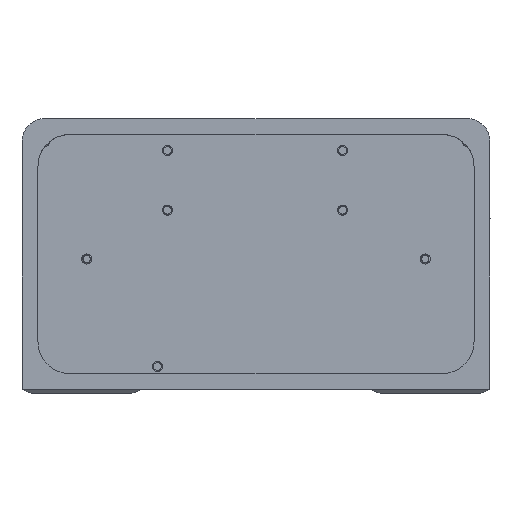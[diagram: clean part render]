
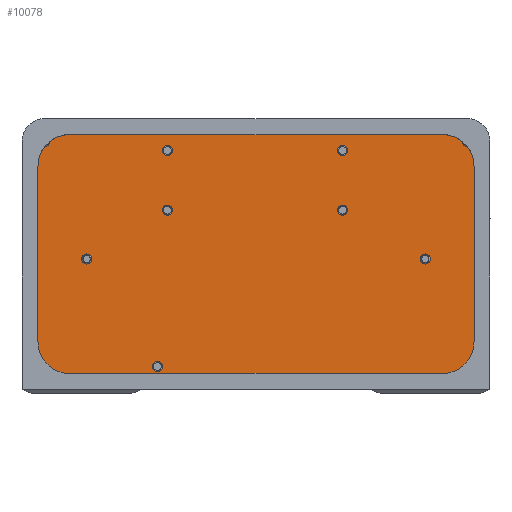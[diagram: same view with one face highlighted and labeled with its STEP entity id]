
A CAD part, front view. The second image highlights one B-rep face of the part: STEP entity #10078.
In plain terms, the highlighted planar face has unit normal (0, -1, 0).
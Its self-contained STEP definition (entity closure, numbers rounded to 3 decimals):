
#104=FACE_BOUND('',#1399,.T.);
#105=FACE_BOUND('',#1400,.T.);
#106=FACE_BOUND('',#1401,.T.);
#107=FACE_BOUND('',#1402,.T.);
#108=FACE_BOUND('',#1403,.T.);
#109=FACE_BOUND('',#1404,.T.);
#110=FACE_BOUND('',#1405,.T.);
#314=PLANE('',#10784);
#795=FACE_OUTER_BOUND('',#1398,.T.);
#1398=EDGE_LOOP('',(#8002,#8003,#8004,#8005,#8006,#8007,#8008,#8009,#8010,
#8011,#8012,#8013,#8014));
#1399=EDGE_LOOP('',(#8015));
#1400=EDGE_LOOP('',(#8016));
#1401=EDGE_LOOP('',(#8017));
#1402=EDGE_LOOP('',(#8018));
#1403=EDGE_LOOP('',(#8019));
#1404=EDGE_LOOP('',(#8020));
#1405=EDGE_LOOP('',(#8021));
#1847=CIRCLE('',#10785,1.265);
#1848=CIRCLE('',#10786,8.);
#1849=CIRCLE('',#10787,8.);
#1850=CIRCLE('',#10788,1.265);
#1851=CIRCLE('',#10789,8.);
#1852=CIRCLE('',#10790,8.);
#1853=CIRCLE('',#10791,8.);
#1854=CIRCLE('',#10792,8.);
#1855=CIRCLE('',#10793,1.265);
#1856=CIRCLE('',#10794,1.265);
#1857=CIRCLE('',#10795,1.265);
#1858=CIRCLE('',#10796,1.265);
#1859=CIRCLE('',#10797,1.265);
#1860=CIRCLE('',#10798,1.265);
#1861=CIRCLE('',#10799,1.265);
#1862=CIRCLE('',#10800,1.265);
#2746=LINE('',#19582,#3706);
#2747=LINE('',#19590,#3707);
#2748=LINE('',#19594,#3708);
#2749=LINE('',#19598,#3709);
#3706=VECTOR('',#12600,10.);
#3707=VECTOR('',#12607,10.);
#3708=VECTOR('',#12610,10.);
#3709=VECTOR('',#12613,10.);
#4625=VERTEX_POINT('',#19576);
#4626=VERTEX_POINT('',#19577);
#4627=VERTEX_POINT('',#19579);
#4628=VERTEX_POINT('',#19581);
#4629=VERTEX_POINT('',#19583);
#4630=VERTEX_POINT('',#19585);
#4631=VERTEX_POINT('',#19587);
#4632=VERTEX_POINT('',#19589);
#4633=VERTEX_POINT('',#19591);
#4634=VERTEX_POINT('',#19593);
#4635=VERTEX_POINT('',#19595);
#4636=VERTEX_POINT('',#19597);
#4637=VERTEX_POINT('',#19599);
#4638=VERTEX_POINT('',#19602);
#4639=VERTEX_POINT('',#19604);
#4640=VERTEX_POINT('',#19606);
#4641=VERTEX_POINT('',#19608);
#4642=VERTEX_POINT('',#19610);
#4643=VERTEX_POINT('',#19612);
#4644=VERTEX_POINT('',#19614);
#5821=EDGE_CURVE('',#4625,#4626,#1847,.F.);
#5822=EDGE_CURVE('',#4627,#4625,#1848,.T.);
#5823=EDGE_CURVE('',#4628,#4627,#2746,.T.);
#5824=EDGE_CURVE('',#4629,#4628,#1849,.T.);
#5825=EDGE_CURVE('',#4630,#4629,#1850,.F.);
#5826=EDGE_CURVE('',#4631,#4630,#1851,.T.);
#5827=EDGE_CURVE('',#4632,#4631,#2747,.T.);
#5828=EDGE_CURVE('',#4633,#4632,#1852,.T.);
#5829=EDGE_CURVE('',#4634,#4633,#2748,.T.);
#5830=EDGE_CURVE('',#4635,#4634,#1853,.T.);
#5831=EDGE_CURVE('',#4636,#4635,#2749,.T.);
#5832=EDGE_CURVE('',#4637,#4636,#1854,.T.);
#5833=EDGE_CURVE('',#4626,#4637,#1855,.F.);
#5834=EDGE_CURVE('',#4638,#4638,#1856,.F.);
#5835=EDGE_CURVE('',#4639,#4639,#1857,.F.);
#5836=EDGE_CURVE('',#4640,#4640,#1858,.F.);
#5837=EDGE_CURVE('',#4641,#4641,#1859,.F.);
#5838=EDGE_CURVE('',#4642,#4642,#1860,.F.);
#5839=EDGE_CURVE('',#4643,#4643,#1861,.F.);
#5840=EDGE_CURVE('',#4644,#4644,#1862,.F.);
#8002=ORIENTED_EDGE('',*,*,#5821,.F.);
#8003=ORIENTED_EDGE('',*,*,#5822,.F.);
#8004=ORIENTED_EDGE('',*,*,#5823,.F.);
#8005=ORIENTED_EDGE('',*,*,#5824,.F.);
#8006=ORIENTED_EDGE('',*,*,#5825,.F.);
#8007=ORIENTED_EDGE('',*,*,#5826,.F.);
#8008=ORIENTED_EDGE('',*,*,#5827,.F.);
#8009=ORIENTED_EDGE('',*,*,#5828,.F.);
#8010=ORIENTED_EDGE('',*,*,#5829,.F.);
#8011=ORIENTED_EDGE('',*,*,#5830,.F.);
#8012=ORIENTED_EDGE('',*,*,#5831,.F.);
#8013=ORIENTED_EDGE('',*,*,#5832,.F.);
#8014=ORIENTED_EDGE('',*,*,#5833,.F.);
#8015=ORIENTED_EDGE('',*,*,#5834,.F.);
#8016=ORIENTED_EDGE('',*,*,#5835,.F.);
#8017=ORIENTED_EDGE('',*,*,#5836,.F.);
#8018=ORIENTED_EDGE('',*,*,#5837,.F.);
#8019=ORIENTED_EDGE('',*,*,#5838,.F.);
#8020=ORIENTED_EDGE('',*,*,#5839,.F.);
#8021=ORIENTED_EDGE('',*,*,#5840,.F.);
#10078=ADVANCED_FACE('',(#795,#104,#105,#106,#107,#108,#109,#110),#314,
 .F.);
#10784=AXIS2_PLACEMENT_3D('',#19575,#12594,#12595);
#10785=AXIS2_PLACEMENT_3D('',#19578,#12596,#12597);
#10786=AXIS2_PLACEMENT_3D('',#19580,#12598,#12599);
#10787=AXIS2_PLACEMENT_3D('',#19584,#12601,#12602);
#10788=AXIS2_PLACEMENT_3D('',#19586,#12603,#12604);
#10789=AXIS2_PLACEMENT_3D('',#19588,#12605,#12606);
#10790=AXIS2_PLACEMENT_3D('',#19592,#12608,#12609);
#10791=AXIS2_PLACEMENT_3D('',#19596,#12611,#12612);
#10792=AXIS2_PLACEMENT_3D('',#19600,#12614,#12615);
#10793=AXIS2_PLACEMENT_3D('',#19601,#12616,#12617);
#10794=AXIS2_PLACEMENT_3D('',#19603,#12618,#12619);
#10795=AXIS2_PLACEMENT_3D('',#19605,#12620,#12621);
#10796=AXIS2_PLACEMENT_3D('',#19607,#12622,#12623);
#10797=AXIS2_PLACEMENT_3D('',#19609,#12624,#12625);
#10798=AXIS2_PLACEMENT_3D('',#19611,#12626,#12627);
#10799=AXIS2_PLACEMENT_3D('',#19613,#12628,#12629);
#10800=AXIS2_PLACEMENT_3D('',#19615,#12630,#12631);
#12594=DIRECTION('center_axis',(0.,1.,0.));
#12595=DIRECTION('ref_axis',(1.,0.,0.));
#12596=DIRECTION('center_axis',(0.,1.,0.));
#12597=DIRECTION('ref_axis',(1.,0.,0.));
#12598=DIRECTION('center_axis',(0.,1.,0.));
#12599=DIRECTION('ref_axis',(0.707,0.,0.707));
#12600=DIRECTION('',(1.,0.,0.));
#12601=DIRECTION('center_axis',(0.,1.,0.));
#12602=DIRECTION('ref_axis',(-0.707,0.,0.707));
#12603=DIRECTION('center_axis',(0.,1.,0.));
#12604=DIRECTION('ref_axis',(1.,0.,0.));
#12605=DIRECTION('center_axis',(0.,1.,0.));
#12606=DIRECTION('ref_axis',(-0.707,0.,0.707));
#12607=DIRECTION('',(0.,0.,1.));
#12608=DIRECTION('center_axis',(0.,1.,0.));
#12609=DIRECTION('ref_axis',(-0.707,0.,-0.707));
#12610=DIRECTION('',(-1.,0.,0.));
#12611=DIRECTION('center_axis',(0.,1.,0.));
#12612=DIRECTION('ref_axis',(0.707,0.,-0.707));
#12613=DIRECTION('',(0.,0.,-1.));
#12614=DIRECTION('center_axis',(0.,1.,0.));
#12615=DIRECTION('ref_axis',(0.707,0.,0.707));
#12616=DIRECTION('center_axis',(0.,1.,0.));
#12617=DIRECTION('ref_axis',(1.,0.,0.));
#12618=DIRECTION('center_axis',(0.,1.,0.));
#12619=DIRECTION('ref_axis',(1.,0.,0.));
#12620=DIRECTION('center_axis',(0.,1.,0.));
#12621=DIRECTION('ref_axis',(1.,0.,0.));
#12622=DIRECTION('center_axis',(0.,1.,0.));
#12623=DIRECTION('ref_axis',(1.,0.,0.));
#12624=DIRECTION('center_axis',(0.,1.,0.));
#12625=DIRECTION('ref_axis',(1.,0.,0.));
#12626=DIRECTION('center_axis',(0.,1.,0.));
#12627=DIRECTION('ref_axis',(1.,0.,0.));
#12628=DIRECTION('center_axis',(0.,1.,0.));
#12629=DIRECTION('ref_axis',(1.,0.,0.));
#12630=DIRECTION('center_axis',(0.,1.,0.));
#12631=DIRECTION('ref_axis',(1.,0.,0.));
#19575=CARTESIAN_POINT('Origin',(0.,0.,-10.3));
#19576=CARTESIAN_POINT('',(51.736,0.,17.957));
#19577=CARTESIAN_POINT('',(51.736,0.,17.95));
#19578=CARTESIAN_POINT('Origin',(53.,0.,17.95));
#19579=CARTESIAN_POINT('',(46.75,0.,19.7));
#19580=CARTESIAN_POINT('Origin',(46.75,0.,11.7));
#19581=CARTESIAN_POINT('',(-46.75,0.,19.7));
#19582=CARTESIAN_POINT('',(-54.75,0.,19.7));
#19583=CARTESIAN_POINT('',(-51.736,0.,17.957));
#19584=CARTESIAN_POINT('Origin',(-46.75,0.,11.7));
#19585=CARTESIAN_POINT('',(-53.007,0.,16.686));
#19586=CARTESIAN_POINT('Origin',(-53.,0.,17.95));
#19587=CARTESIAN_POINT('',(-54.75,0.,11.7));
#19588=CARTESIAN_POINT('Origin',(-46.75,0.,11.7));
#19589=CARTESIAN_POINT('',(-54.75,0.,-32.3));
#19590=CARTESIAN_POINT('',(-54.75,0.,-40.3));
#19591=CARTESIAN_POINT('',(-46.75,0.,-40.3));
#19592=CARTESIAN_POINT('Origin',(-46.75,0.,-32.3));
#19593=CARTESIAN_POINT('',(46.75,0.,-40.3));
#19594=CARTESIAN_POINT('',(54.75,0.,-40.3));
#19595=CARTESIAN_POINT('',(54.75,0.,-32.3));
#19596=CARTESIAN_POINT('Origin',(46.75,0.,-32.3));
#19597=CARTESIAN_POINT('',(54.75,0.,11.7));
#19598=CARTESIAN_POINT('',(54.75,0.,19.7));
#19599=CARTESIAN_POINT('',(53.007,0.,16.686));
#19600=CARTESIAN_POINT('Origin',(46.75,0.,11.7));
#19601=CARTESIAN_POINT('Origin',(53.,0.,17.95));
#19602=CARTESIAN_POINT('',(-43.765,0.,-11.55));
#19603=CARTESIAN_POINT('Origin',(-42.5,0.,-11.55));
#19604=CARTESIAN_POINT('',(41.236,0.,-11.55));
#19605=CARTESIAN_POINT('Origin',(42.5,0.,-11.55));
#19606=CARTESIAN_POINT('',(-23.515,0.,15.7));
#19607=CARTESIAN_POINT('Origin',(-22.25,0.,15.7));
#19608=CARTESIAN_POINT('',(-23.515,0.,0.7));
#19609=CARTESIAN_POINT('Origin',(-22.25,0.,0.7));
#19610=CARTESIAN_POINT('',(20.485,0.,0.7));
#19611=CARTESIAN_POINT('Origin',(21.75,0.,0.7));
#19612=CARTESIAN_POINT('',(20.485,0.,15.7));
#19613=CARTESIAN_POINT('Origin',(21.75,0.,15.7));
#19614=CARTESIAN_POINT('',(-26.015,0.,-38.55));
#19615=CARTESIAN_POINT('Origin',(-24.75,0.,-38.55));
